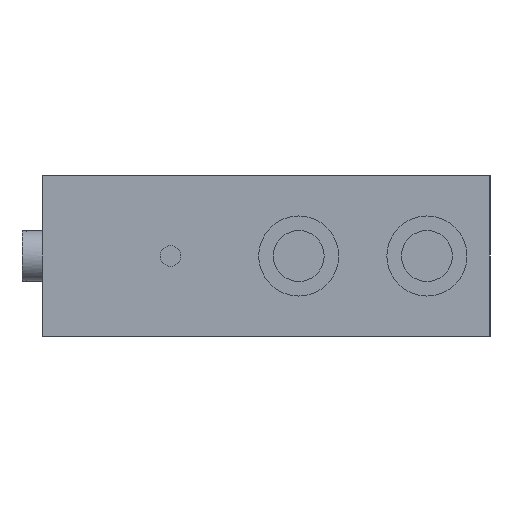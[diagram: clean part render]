
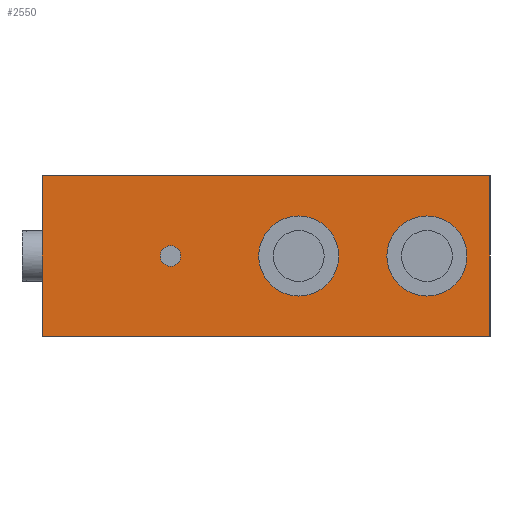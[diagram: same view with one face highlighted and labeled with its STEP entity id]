
A CAD part, left-side view. The second image highlights one B-rep face of the part: STEP entity #2550.
In plain terms, the highlighted planar face has unit normal (-1, 0, 0).
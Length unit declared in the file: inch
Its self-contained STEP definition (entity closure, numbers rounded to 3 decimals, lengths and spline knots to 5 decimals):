
#37 = VERTEX_POINT ( 'NONE', #740 ) ;
#173 = FACE_OUTER_BOUND ( 'NONE', #4828, .T. ) ;
#179 = AXIS2_PLACEMENT_3D ( 'NONE', #435, #3872, #942 ) ;
#193 = VERTEX_POINT ( 'NONE', #5141 ) ;
#231 = DIRECTION ( 'NONE',  ( 1., 0., 0. ) ) ;
#263 = DIRECTION ( 'NONE',  ( 0., 0., -1. ) ) ;
#345 = FACE_BOUND ( 'NONE', #1373, .T. ) ;
#373 = ORIENTED_EDGE ( 'NONE', *, *, #734, .T. ) ;
#435 = CARTESIAN_POINT ( 'NONE',  ( 0., 1.57, 0. ) ) ;
#516 = EDGE_CURVE ( 'NONE', #5416, #193, #938, .T. ) ;
#593 = VERTEX_POINT ( 'NONE', #2771 ) ;
#734 = EDGE_CURVE ( 'NONE', #37, #5644, #5623, .T. ) ;
#740 = CARTESIAN_POINT ( 'NONE',  ( 0., 1.57, 0.05 ) ) ;
#787 = VERTEX_POINT ( 'NONE', #3748 ) ;
#868 = AXIS2_PLACEMENT_3D ( 'NONE', #2894, #6277, #3385 ) ;
#913 = DIRECTION ( 'NONE',  ( 1., 0., 0. ) ) ;
#938 = LINE ( 'NONE', #3721, #5778 ) ;
#942 = DIRECTION ( 'NONE',  ( 0., 0., -1. ) ) ;
#1373 = EDGE_LOOP ( 'NONE', ( #1710, #1578 ) ) ;
#1492 = FACE_BOUND ( 'NONE', #6284, .T. ) ;
#1498 = CARTESIAN_POINT ( 'NONE',  ( 0., 0.94, 0.19685 ) ) ;
#1578 = ORIENTED_EDGE ( 'NONE', *, *, #5569, .T. ) ;
#1629 = CARTESIAN_POINT ( 'NONE',  ( 0., 0.31, 0. ) ) ;
#1638 = CARTESIAN_POINT ( 'NONE',  ( 0., 2.2, 0.395 ) ) ;
#1710 = ORIENTED_EDGE ( 'NONE', *, *, #4771, .T. ) ;
#1740 = EDGE_CURVE ( 'NONE', #1853, #193, #4997, .T. ) ;
#1767 = DIRECTION ( 'NONE',  ( 1., 0., 0. ) ) ;
#1799 = CIRCLE ( 'NONE', #5779, 0.19685 ) ;
#1853 = VERTEX_POINT ( 'NONE', #3724 ) ;
#1909 = DIRECTION ( 'NONE',  ( 0., 0., -1. ) ) ;
#1986 = ORIENTED_EDGE ( 'NONE', *, *, #516, .F. ) ;
#2119 = EDGE_CURVE ( 'NONE', #593, #5416, #4848, .T. ) ;
#2125 = DIRECTION ( 'NONE',  ( 0., 0., -1. ) ) ;
#2157 = DIRECTION ( 'NONE',  ( 0., -1., 0. ) ) ;
#2161 = CIRCLE ( 'NONE', #179, 0.05 ) ;
#2297 = DIRECTION ( 'NONE',  ( 1., 0., 0. ) ) ;
#2407 = LINE ( 'NONE', #3692, #3702 ) ;
#2514 = AXIS2_PLACEMENT_3D ( 'NONE', #2688, #231, #3662 ) ;
#2537 = CIRCLE ( 'NONE', #4959, 0.19685 ) ;
#2550 = ADVANCED_FACE ( 'PLANAR_5', ( #2806, #345, #1492, #173 ), #5566, .F. ) ;
#2664 = AXIS2_PLACEMENT_3D ( 'NONE', #3849, #913, #4321 ) ;
#2666 = ORIENTED_EDGE ( 'NONE', *, *, #2978, .T. ) ;
#2688 = CARTESIAN_POINT ( 'NONE',  ( 0., 2.2, 0.395 ) ) ;
#2771 = CARTESIAN_POINT ( 'NONE',  ( 0., 2.2, 0.395 ) ) ;
#2806 = FACE_BOUND ( 'NONE', #4908, .T. ) ;
#2859 = CARTESIAN_POINT ( 'NONE',  ( 0., 1.57, 0. ) ) ;
#2890 = CARTESIAN_POINT ( 'NONE',  ( 0., 1.57, -0.05 ) ) ;
#2894 = CARTESIAN_POINT ( 'NONE',  ( 0., 0.94, 0. ) ) ;
#2978 = EDGE_CURVE ( 'NONE', #593, #1853, #2407, .T. ) ;
#3385 = DIRECTION ( 'NONE',  ( 0., 0., -1. ) ) ;
#3662 = DIRECTION ( 'NONE',  ( 0., 0., -1. ) ) ;
#3692 = CARTESIAN_POINT ( 'NONE',  ( 0., 2.2, 0.395 ) ) ;
#3702 = VECTOR ( 'NONE', #263, 39.37008 ) ;
#3721 = CARTESIAN_POINT ( 'NONE',  ( 0., 0., 0.395 ) ) ;
#3724 = CARTESIAN_POINT ( 'NONE',  ( 0., 2.2, -0.395 ) ) ;
#3748 = CARTESIAN_POINT ( 'NONE',  ( 0., 0.31, 0.19685 ) ) ;
#3849 = CARTESIAN_POINT ( 'NONE',  ( 0., 0.94, 0. ) ) ;
#3872 = DIRECTION ( 'NONE',  ( 1., 0., 0. ) ) ;
#4081 = VERTEX_POINT ( 'NONE', #5722 ) ;
#4277 = ORIENTED_EDGE ( 'NONE', *, *, #2119, .F. ) ;
#4321 = DIRECTION ( 'NONE',  ( 0., 0., -1. ) ) ;
#4491 = CIRCLE ( 'NONE', #2664, 0.19685 ) ;
#4652 = AXIS2_PLACEMENT_3D ( 'NONE', #2859, #2297, #1909 ) ;
#4667 = CARTESIAN_POINT ( 'NONE',  ( 0., 0.31, 0. ) ) ;
#4742 = EDGE_CURVE ( 'NONE', #5644, #37, #2161, .T. ) ;
#4767 = ORIENTED_EDGE ( 'NONE', *, *, #5220, .T. ) ;
#4771 = EDGE_CURVE ( 'NONE', #5110, #6290, #5854, .T. ) ;
#4828 = EDGE_LOOP ( 'NONE', ( #2666, #5748, #1986, #4277 ) ) ;
#4848 = LINE ( 'NONE', #1638, #6134 ) ;
#4908 = EDGE_LOOP ( 'NONE', ( #373, #4985 ) ) ;
#4959 = AXIS2_PLACEMENT_3D ( 'NONE', #4667, #1767, #5153 ) ;
#4985 = ORIENTED_EDGE ( 'NONE', *, *, #4742, .T. ) ;
#4997 = LINE ( 'NONE', #5096, #6291 ) ;
#4998 = ORIENTED_EDGE ( 'NONE', *, *, #5945, .T. ) ;
#5023 = DIRECTION ( 'NONE',  ( 1., 0., 0. ) ) ;
#5056 = CARTESIAN_POINT ( 'NONE',  ( 0., 0., 0.395 ) ) ;
#5096 = CARTESIAN_POINT ( 'NONE',  ( 0., 2.2, -0.395 ) ) ;
#5110 = VERTEX_POINT ( 'NONE', #5562 ) ;
#5141 = CARTESIAN_POINT ( 'NONE',  ( 0., 0., -0.395 ) ) ;
#5153 = DIRECTION ( 'NONE',  ( 0., 0., -1. ) ) ;
#5220 = EDGE_CURVE ( 'NONE', #4081, #787, #2537, .T. ) ;
#5416 = VERTEX_POINT ( 'NONE', #5056 ) ;
#5562 = CARTESIAN_POINT ( 'NONE',  ( 0., 0.94, -0.19685 ) ) ;
#5566 = PLANE ( 'NONE',  #2514 ) ;
#5569 = EDGE_CURVE ( 'NONE', #6290, #5110, #4491, .T. ) ;
#5623 = CIRCLE ( 'NONE', #4652, 0.05 ) ;
#5644 = VERTEX_POINT ( 'NONE', #2890 ) ;
#5722 = CARTESIAN_POINT ( 'NONE',  ( 0., 0.31, -0.19685 ) ) ;
#5730 = DIRECTION ( 'NONE',  ( 0., 0., -1. ) ) ;
#5748 = ORIENTED_EDGE ( 'NONE', *, *, #1740, .T. ) ;
#5778 = VECTOR ( 'NONE', #5730, 39.37008 ) ;
#5779 = AXIS2_PLACEMENT_3D ( 'NONE', #1629, #5023, #2125 ) ;
#5854 = CIRCLE ( 'NONE', #868, 0.19685 ) ;
#5945 = EDGE_CURVE ( 'NONE', #787, #4081, #1799, .T. ) ;
#6062 = DIRECTION ( 'NONE',  ( 0., -1., 0. ) ) ;
#6134 = VECTOR ( 'NONE', #2157, 39.37008 ) ;
#6277 = DIRECTION ( 'NONE',  ( 1., 0., 0. ) ) ;
#6284 = EDGE_LOOP ( 'NONE', ( #4767, #4998 ) ) ;
#6290 = VERTEX_POINT ( 'NONE', #1498 ) ;
#6291 = VECTOR ( 'NONE', #6062, 39.37008 ) ;
